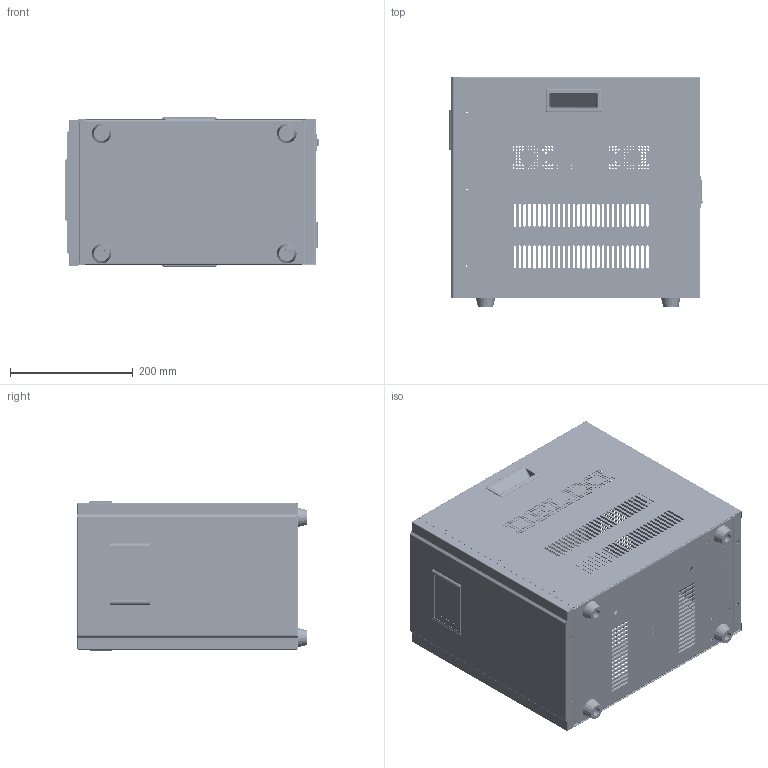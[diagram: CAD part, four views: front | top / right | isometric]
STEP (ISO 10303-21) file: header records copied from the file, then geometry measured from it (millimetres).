
FILE_DESCRIPTION (( 'STEP AP214' ), '1' );
FILE_NAME ('TND3-7~10KVA三维图-202508.STEP', '2025-08-19T07:14:30', ( 'China' ), ( 'Home' ), 'SwSTEP 2.0', 'SolidWorks 2020', '' );
FILE_SCHEMA (( 'AUTOMOTIVE_DESIGN' ));
Length unit declared in the file: millimetre
Products named in the file (15): 6245珘儒啣; 剿繚ん盓殤2; TND7~10K砎々褐(詢僅15.2mm); TND2-7~10K諉盄啣; TND3珘儒そ軞蚾; TND3-7~10KVA三维图-202508; TND2-7~10K菁啣; 6245噩; DZ47等薊諾羲; そ遺; 弊梓拻脣; TND2-7~10K綴啣; 5K枑忒; TND3-7~10K醱啣; TND2-7~10K裔赽
Assembly tree (18 placements, depth 3):
  TND3-7~10KVA三维图-202508
    TND2-7~10K菁啣
    DZ47等薊諾羲
    剿繚ん盓殤2
    TND2-7~10K諉盄啣
    5K枑忒  x2
    弊梓拻脣
    TND2-7~10K裔赽
    TND2-7~10K綴啣
    TND3-7~10K醱啣
    TND7~10K砎々褐(詢僅15.2mm)  x4
    TND3珘儒そ軞蚾
      そ遺
      6245噩
      6245珘儒啣
Bounding box: 415.02 x 374.15 x 243 mm (x, y, z)
Volume: 839778.6 mm3; surface area: 1483648.6 mm2
Topology: 17 solids, 19 shells, 4818 faces, 13107 edges, 8561 vertices
Faces by surface type: plane 2336, cylinder 2039, bspline 367, torus 64, cone 12
Entity records: 175148 total; most frequent: CARTESIAN_POINT 40549, ORIENTED_EDGE 25750, DIRECTION 24869, EDGE_CURVE 12875, VERTEX_POINT 8424, AXIS2_PLACEMENT_3D 8382, VECTOR 8105, LINE 8105
